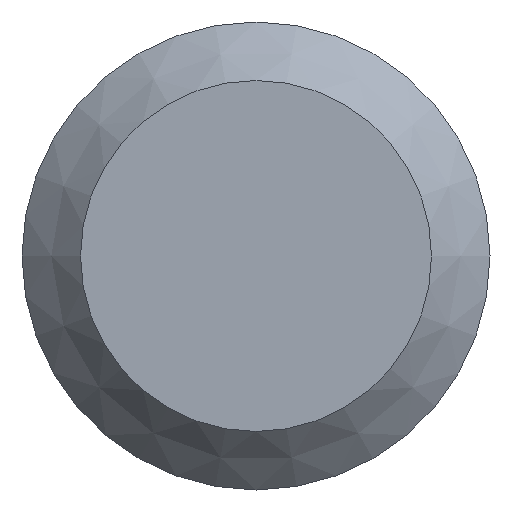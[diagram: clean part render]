
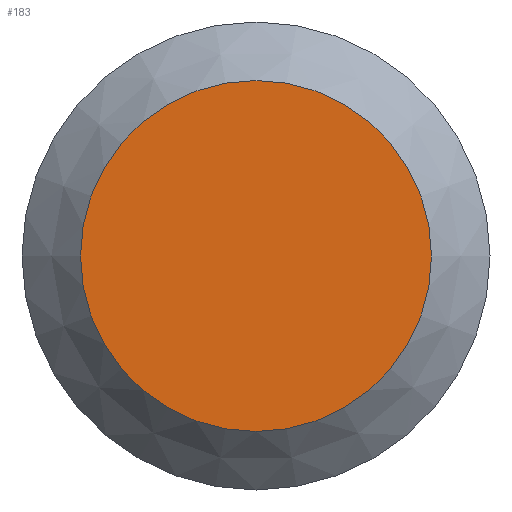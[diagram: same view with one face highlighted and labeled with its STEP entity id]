
A CAD part, left-side view. The second image highlights one B-rep face of the part: STEP entity #183.
In plain terms, the highlighted planar face has unit normal (-1, 0, 0).
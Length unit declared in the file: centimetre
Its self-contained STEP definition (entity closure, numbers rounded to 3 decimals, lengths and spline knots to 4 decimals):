
#111=VERTEX_POINT('',#242);
#119=CIRCLE('',#193,4.5);
#127=EDGE_CURVE('',#111,#111,#119,.T.);
#135=ORIENTED_EDGE('',*,*,#127,.F.);
#151=EDGE_LOOP('',(#135));
#167=FACE_BOUND('',#151,.T.);
#183=ADVANCED_FACE('',(#167),#265,.T.);
#192=AXIS2_PLACEMENT_3D('',#240,#209,$);
#193=AXIS2_PLACEMENT_3D('',#241,#210,#211);
#209=DIRECTION('',(-1.,0.,0.));
#210=DIRECTION('',(1.,0.,0.));
#211=DIRECTION('',(0.,4.5,0.));
#240=CARTESIAN_POINT('',(-14.5,2.25,0.));
#241=CARTESIAN_POINT('',(-14.5,0.,0.));
#242=CARTESIAN_POINT('',(-14.5,4.5,0.));
#265=PLANE('',#192);
